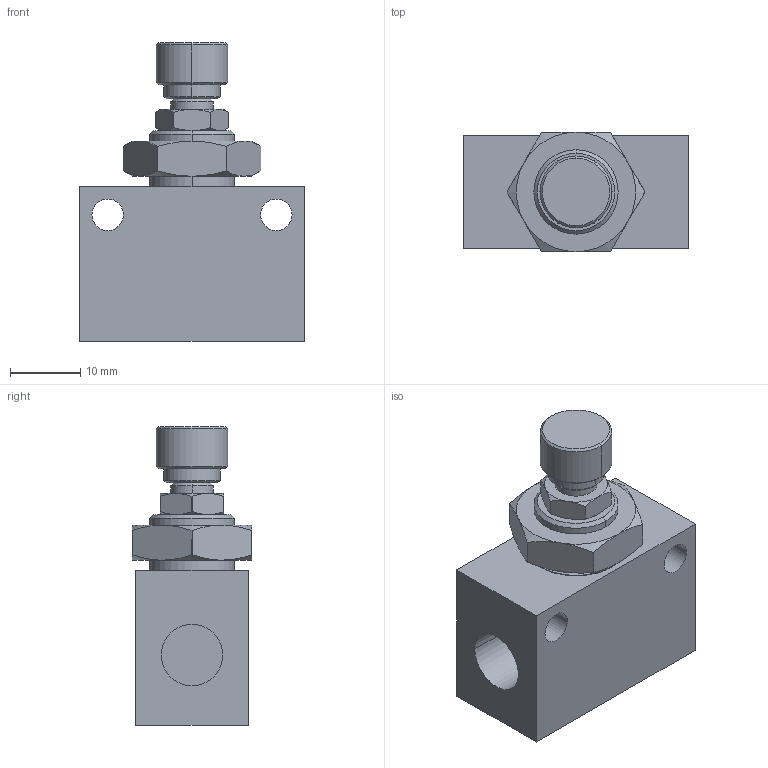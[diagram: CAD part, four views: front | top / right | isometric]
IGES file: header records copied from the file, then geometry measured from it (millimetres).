
Start section:  PTC IGES file: DR_D 501.igs
Global section: file name: DR_D 501.igs; native system: b.tamas by Parametric Technology Corporation; preprocessor: 2001360; author: Unknown; organization: PTC; date: 070202.144140; units: millimetre
Bounding box: 32 x 17 x 42.5 mm (x, y, z)
Surface area: 6530.3 mm2 (no closed solid volume)
Topology: 0 solids, 0 shells, 158 faces, 692 edges, 688 vertices
Faces by surface type: revolution 112, bspline 46
